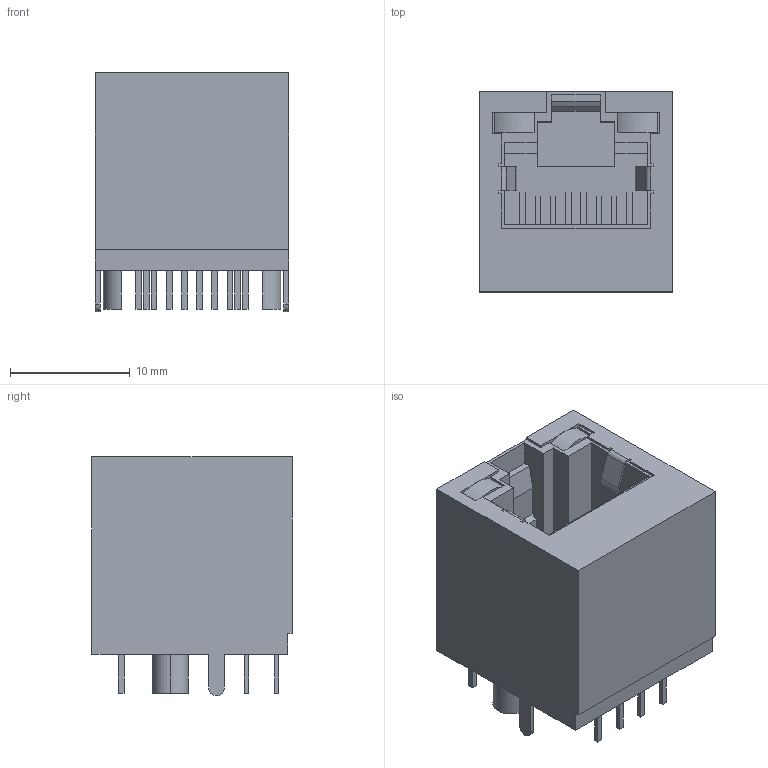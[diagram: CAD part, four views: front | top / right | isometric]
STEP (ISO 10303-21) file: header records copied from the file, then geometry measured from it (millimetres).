
FILE_DESCRIPTION(('STEP AP242'),'1');
FILE_NAME('1734577-3.stp','2022-01-29T20:45:30',('TraceParts'),('TraceParts S.A.'),'Spatial InterOp 3D',' ',' ');
FILE_SCHEMA(('AP242_MANAGED_MODEL_BASED_3D_ENGINEERING_MIM_LF {1 0 10303 442 1 1 4}'));
Length unit declared in the file: millimetre
Products named in the file (1): 1734577-3
Bounding box: 16.15 x 16.7 x 19.99 mm (x, y, z)
Volume: 3225.3 mm3; surface area: 2462.2 mm2
Topology: 1 solids, 1 shells, 199 faces, 541 edges, 358 vertices
Faces by surface type: plane 185, cylinder 14
Entity records: 6214 total; most frequent: CARTESIAN_POINT 1099, ORIENTED_EDGE 1082, DIRECTION 977, EDGE_CURVE 541, LINE 505, VECTOR 505, VERTEX_POINT 358, AXIS2_PLACEMENT_3D 236
